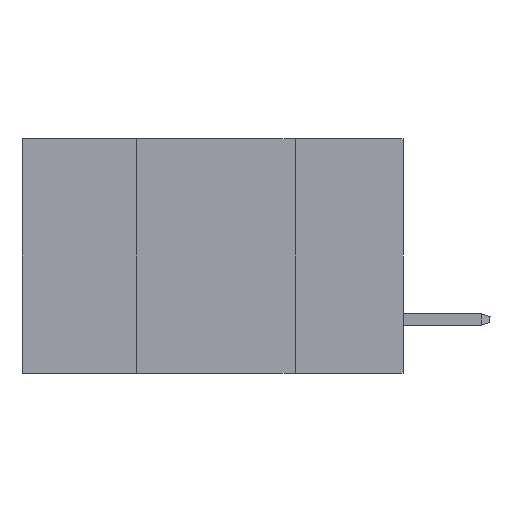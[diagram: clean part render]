
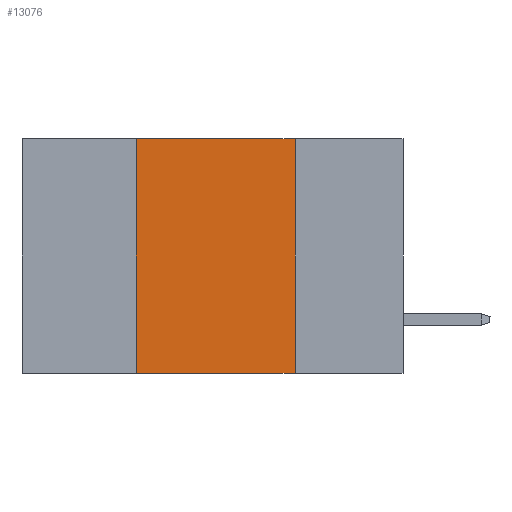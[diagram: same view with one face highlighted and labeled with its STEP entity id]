
A CAD part, left-side view. The second image highlights one B-rep face of the part: STEP entity #13076.
In plain terms, the highlighted planar face has unit normal (-1, 0, 0).
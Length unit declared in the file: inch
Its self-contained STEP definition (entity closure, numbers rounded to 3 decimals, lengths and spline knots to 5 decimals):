
#101 = CARTESIAN_POINT ( 'NONE',  ( 0., 0.6, 0. ) ) ;
#706 = VECTOR ( 'NONE', #2714, 39.37008 ) ;
#895 = DIRECTION ( 'NONE',  ( 1., 0., 0. ) ) ;
#2230 = CARTESIAN_POINT ( 'NONE',  ( 0., 0.6, -0.37 ) ) ;
#2552 = VERTEX_POINT ( 'NONE', #7784 ) ;
#2714 = DIRECTION ( 'NONE',  ( 0., 0., 1. ) ) ;
#3215 = EDGE_CURVE ( 'NONE', #10894, #2552, #5713, .T. ) ;
#3710 = ORIENTED_EDGE ( 'NONE', *, *, #10553, .F. ) ;
#3891 = LINE ( 'NONE', #101, #14842 ) ;
#4763 = PLANE ( 'NONE',  #7492 ) ;
#5713 = LINE ( 'NONE', #14672, #706 ) ;
#5796 = EDGE_CURVE ( 'NONE', #10894, #12580, #13123, .T. ) ;
#5943 = DIRECTION ( 'NONE',  ( 0., 0., -1. ) ) ;
#7106 = DIRECTION ( 'NONE',  ( 0., 0., -1. ) ) ;
#7359 = VECTOR ( 'NONE', #9217, 39.37008 ) ;
#7492 = AXIS2_PLACEMENT_3D ( 'NONE', #12016, #895, #5943 ) ;
#7784 = CARTESIAN_POINT ( 'NONE',  ( 0., 0.42, 0. ) ) ;
#8275 = CARTESIAN_POINT ( 'NONE',  ( 0., 0.17, 0. ) ) ;
#8751 = DIRECTION ( 'NONE',  ( 0., -1., 0. ) ) ;
#9217 = DIRECTION ( 'NONE',  ( 0., -1., 0. ) ) ;
#9481 = EDGE_CURVE ( 'NONE', #10857, #12580, #14367, .T. ) ;
#10553 = EDGE_CURVE ( 'NONE', #2552, #10857, #3891, .T. ) ;
#10816 = ORIENTED_EDGE ( 'NONE', *, *, #9481, .F. ) ;
#10857 = VERTEX_POINT ( 'NONE', #14665 ) ;
#10894 = VERTEX_POINT ( 'NONE', #13932 ) ;
#11498 = CARTESIAN_POINT ( 'NONE',  ( 0., 0.17, -0.37 ) ) ;
#12016 = CARTESIAN_POINT ( 'NONE',  ( 0., 0.6, 0. ) ) ;
#12580 = VERTEX_POINT ( 'NONE', #11498 ) ;
#12625 = EDGE_LOOP ( 'NONE', ( #10816, #3710, #13895, #14141 ) ) ;
#12730 = VECTOR ( 'NONE', #7106, 39.37008 ) ;
#13076 = ADVANCED_FACE ( 'NONE', ( #14188 ), #4763, .F. ) ;
#13123 = LINE ( 'NONE', #2230, #7359 ) ;
#13895 = ORIENTED_EDGE ( 'NONE', *, *, #3215, .F. ) ;
#13932 = CARTESIAN_POINT ( 'NONE',  ( 0., 0.42, -0.37 ) ) ;
#14141 = ORIENTED_EDGE ( 'NONE', *, *, #5796, .T. ) ;
#14188 = FACE_OUTER_BOUND ( 'NONE', #12625, .T. ) ;
#14367 = LINE ( 'NONE', #8275, #12730 ) ;
#14665 = CARTESIAN_POINT ( 'NONE',  ( 0., 0.17, 0. ) ) ;
#14672 = CARTESIAN_POINT ( 'NONE',  ( 0., 0.42, 0. ) ) ;
#14842 = VECTOR ( 'NONE', #8751, 39.37008 ) ;
